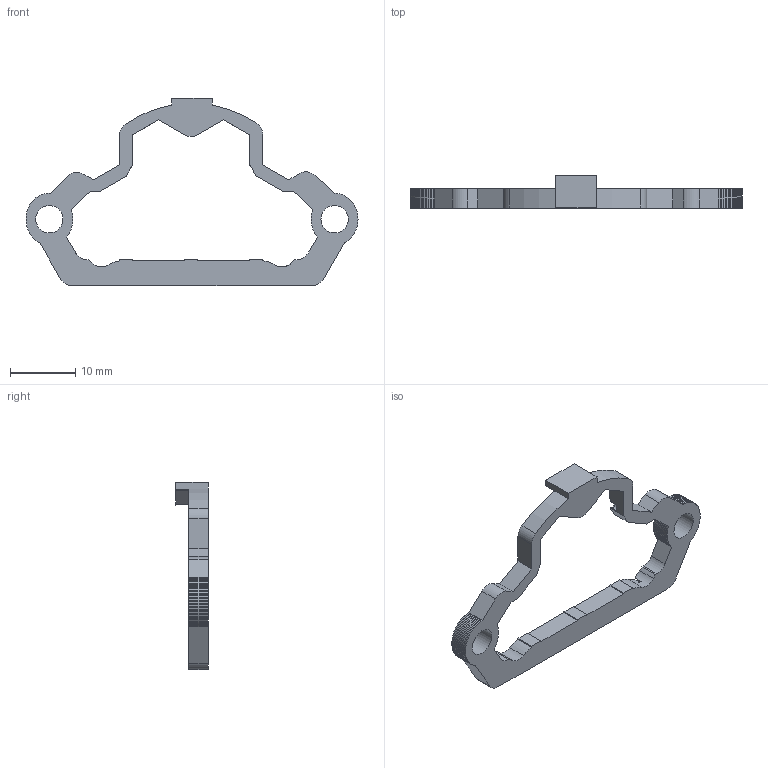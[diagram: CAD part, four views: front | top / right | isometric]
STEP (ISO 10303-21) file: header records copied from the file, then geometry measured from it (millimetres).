
FILE_DESCRIPTION(/* description */ (''),/* implementation_level */ '2;1');
FILE_NAME(/* name */ 'pcb_carrier.step',/* time_stamp */ '2023-09-05T21:29:03-04:00',/* author */ (''),/* organization */ (''),/* preprocessor_version */ 'ST-DEVELOPER v20',/* originating_system */ 'Autodesk Translation Framework v12.9.0.99',/* authorisation */ '');
FILE_SCHEMA (('AUTOMOTIVE_DESIGN { 1 0 10303 214 3 1 1 }'));
Length unit declared in the file: millimetre
Products named in the file (1): PCB Carrier
Bounding box: 51.04 x 4.97 x 28.77 mm (x, y, z)
Volume: 1176.8 mm3; surface area: 1659.9 mm2
Topology: 1 solids, 1 shells, 238 faces, 690 edges, 460 vertices
Faces by surface type: plane 192, cylinder 35, bspline 11
Full cylindrical faces by diameter (mm): 0.9 x1, 1 x5, 4.2 x2
Entity records: 8418 total; most frequent: CARTESIAN_POINT 2052, ORIENTED_EDGE 1380, DIRECTION 1229, EDGE_CURVE 690, LINE 579, VECTOR 579, VERTEX_POINT 460, AXIS2_PLACEMENT_3D 325
